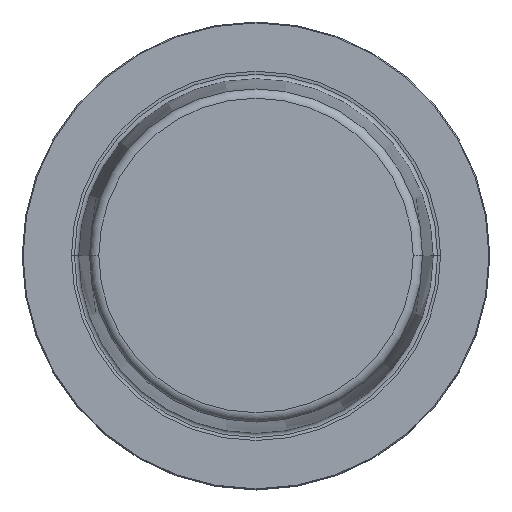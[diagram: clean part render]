
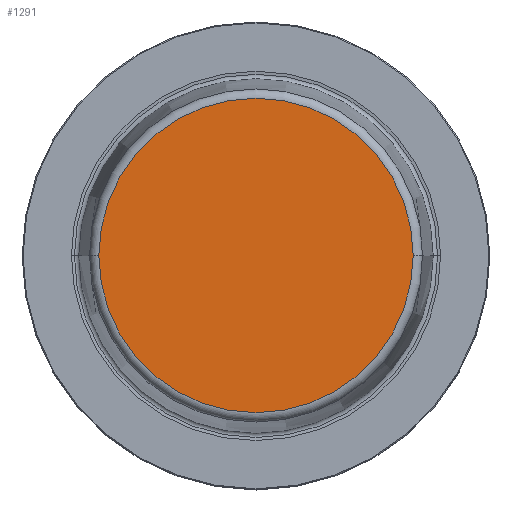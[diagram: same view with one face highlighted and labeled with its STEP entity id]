
A CAD part, top view. The second image highlights one B-rep face of the part: STEP entity #1291.
In plain terms, the highlighted planar face has unit normal (0, 0, 1).
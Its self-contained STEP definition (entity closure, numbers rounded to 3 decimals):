
#332=CARTESIAN_POINT('',(0.,0.,49.9));
#333=DIRECTION('',(0.,0.,1.));
#334=DIRECTION('',(1.,0.,0.));
#335=AXIS2_PLACEMENT_3D('',#332,#333,#334);
#340=CARTESIAN_POINT('',(0.,0.,49.9));
#341=DIRECTION('',(0.,0.,-1.));
#342=DIRECTION('',(1.,0.,0.));
#343=AXIS2_PLACEMENT_3D('',#340,#341,#342);
#904=CARTESIAN_POINT('',(33.605,0.,49.9));
#905=VERTEX_POINT('',#904);
#920=CARTESIAN_POINT('',(-33.605,0.,49.9));
#921=VERTEX_POINT('',#920);
#1282=CARTESIAN_POINT('',(0.,0.,49.9));
#1283=DIRECTION('',(0.,0.,-1.));
#1284=DIRECTION('',(-1.,0.,0.));
#1285=AXIS2_PLACEMENT_3D('',#1282,#1283,#1284);
#1286=PLANE('',#1285);
#1287=ORIENTED_EDGE('',*,*,#1275,.F.);
#1288=ORIENTED_EDGE('',*,*,#1264,.T.);
#1289=EDGE_LOOP('',(#1287,#1288));
#1290=FACE_OUTER_BOUND('',#1289,.F.);
#336=CIRCLE('',#335,33.605);
#344=CIRCLE('',#343,33.605);
#1264=EDGE_CURVE('',#905,#921,#344,.T.);
#1275=EDGE_CURVE('',#905,#921,#336,.T.);
#1291=ADVANCED_FACE('',(#1290),#1286,.F.);
